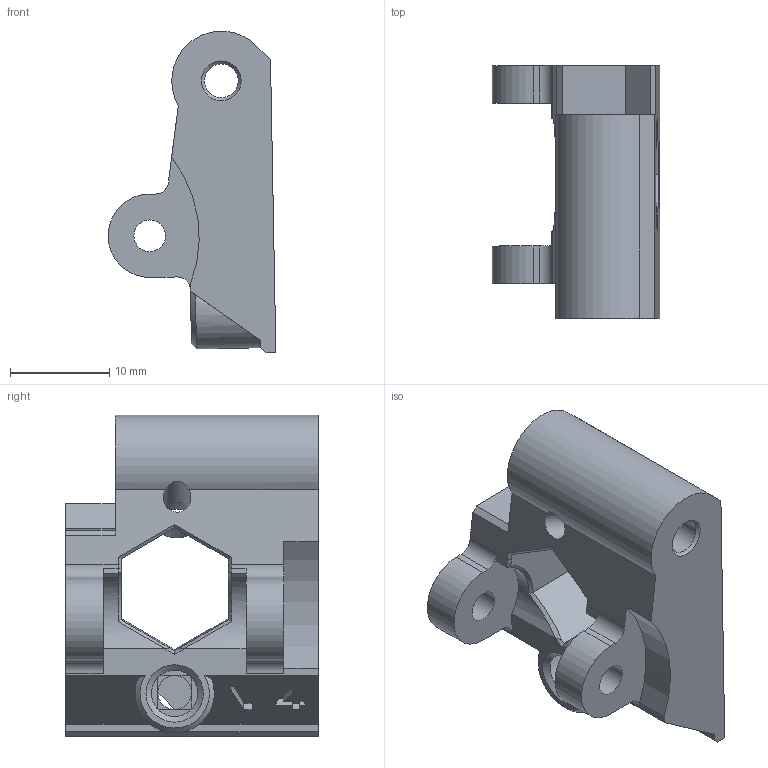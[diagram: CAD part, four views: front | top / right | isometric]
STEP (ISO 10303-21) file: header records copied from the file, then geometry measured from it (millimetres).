
FILE_DESCRIPTION(/* description */ (''),/* implementation_level */ '2;1');
FILE_NAME(/* name */ 'mod-idler.step',/* time_stamp */ '2021-12-09T23:06:17+01:00',/* author */ (''),/* organization */ (''),/* preprocessor_version */ 'ST-DEVELOPER v18.1',/* originating_system */ 'Autodesk Translation Framework v10.10.0.1391',/* authorisation */ '');
FILE_SCHEMA (('AUTOMOTIVE_DESIGN { 1 0 10303 214 3 1 1 }'));
Length unit declared in the file: millimetre
Products named in the file (1): idler
Bounding box: 16.92 x 25.5 x 32.41 mm (x, y, z)
Volume: 5324.6 mm3; surface area: 3316 mm2
Topology: 1 solids, 1 shells, 131 faces, 357 edges, 229 vertices
Faces by surface type: plane 99, cylinder 17, cone 10, bspline 5
Full cylindrical faces by diameter (mm): 2.8 x1, 3.2 x2, 3.4 x1
Entity records: 4305 total; most frequent: CARTESIAN_POINT 981, ORIENTED_EDGE 714, DIRECTION 636, EDGE_CURVE 357, LINE 258, VECTOR 258, VERTEX_POINT 229, AXIS2_PLACEMENT_3D 189
